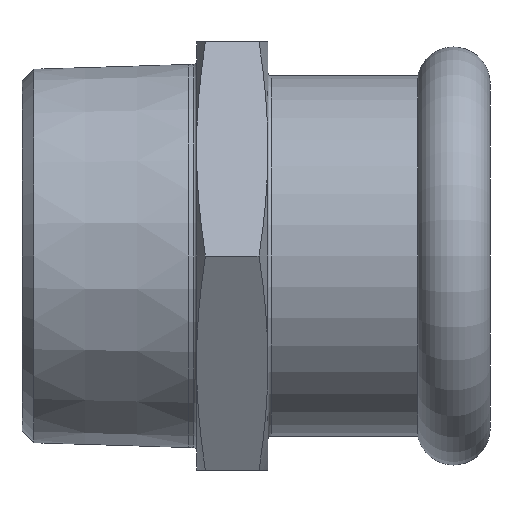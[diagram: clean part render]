
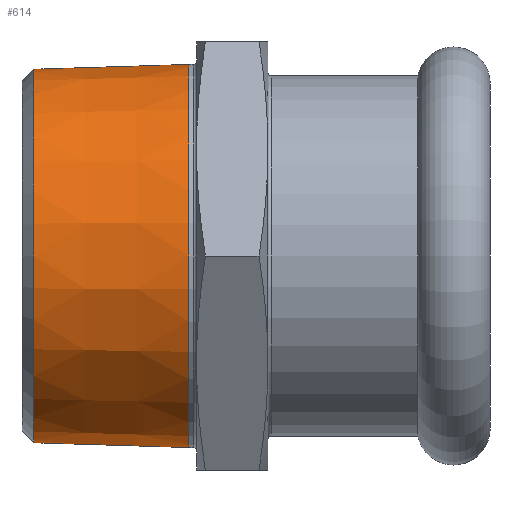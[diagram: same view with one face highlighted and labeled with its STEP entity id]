
A CAD part, left-side view. The second image highlights one B-rep face of the part: STEP entity #614.
In plain terms, the highlighted conical face has half-angle 1.78 degrees and reference radius 23.824 mm.
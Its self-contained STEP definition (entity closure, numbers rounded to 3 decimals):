
#42=CONICAL_SURFACE('',#726,23.824,0.031);
#78=LINE('',#1085,#94);
#94=VECTOR('',#904,23.824);
#125=FACE_OUTER_BOUND('',#168,.T.);
#168=EDGE_LOOP('',(#499,#500,#501,#502,#503,#504));
#214=CIRCLE('',#687,24.15);
#215=CIRCLE('',#688,24.15);
#240=CIRCLE('',#724,23.544);
#241=CIRCLE('',#725,23.544);
#266=VERTEX_POINT('',#1012);
#267=VERTEX_POINT('',#1013);
#290=VERTEX_POINT('',#1079);
#291=VERTEX_POINT('',#1081);
#331=EDGE_CURVE('',#266,#267,#214,.T.);
#332=EDGE_CURVE('',#267,#266,#215,.T.);
#364=EDGE_CURVE('',#290,#291,#240,.T.);
#365=EDGE_CURVE('',#291,#290,#241,.T.);
#366=EDGE_CURVE('',#291,#267,#78,.T.);
#499=ORIENTED_EDGE('',*,*,#364,.F.);
#500=ORIENTED_EDGE('',*,*,#365,.F.);
#501=ORIENTED_EDGE('',*,*,#366,.T.);
#502=ORIENTED_EDGE('',*,*,#332,.T.);
#503=ORIENTED_EDGE('',*,*,#331,.T.);
#504=ORIENTED_EDGE('',*,*,#366,.F.);
#614=ADVANCED_FACE('',(#125),#42,.T.);
#687=AXIS2_PLACEMENT_3D('',#1014,#817,#818);
#688=AXIS2_PLACEMENT_3D('',#1015,#819,#820);
#724=AXIS2_PLACEMENT_3D('',#1082,#898,#899);
#725=AXIS2_PLACEMENT_3D('',#1083,#900,#901);
#726=AXIS2_PLACEMENT_3D('',#1084,#902,#903);
#817=DIRECTION('center_axis',(0.,1.,0.));
#818=DIRECTION('ref_axis',(0.,0.,1.));
#819=DIRECTION('center_axis',(0.,1.,0.));
#820=DIRECTION('ref_axis',(0.,0.,1.));
#898=DIRECTION('center_axis',(0.,1.,0.));
#899=DIRECTION('ref_axis',(0.,0.,-1.));
#900=DIRECTION('center_axis',(0.,1.,0.));
#901=DIRECTION('ref_axis',(0.,0.,-1.));
#902=DIRECTION('center_axis',(0.,-1.,0.));
#903=DIRECTION('ref_axis',(0.,0.,1.));
#904=DIRECTION('',(0.,-1.,-0.031));
#1012=CARTESIAN_POINT('',(0.,38.,24.15));
#1013=CARTESIAN_POINT('',(0.,38.,-24.15));
#1014=CARTESIAN_POINT('Origin',(0.,38.,0.));
#1015=CARTESIAN_POINT('Origin',(0.,38.,0.));
#1079=CARTESIAN_POINT('',(0.,57.501,23.544));
#1081=CARTESIAN_POINT('',(0.,57.501,-23.544));
#1082=CARTESIAN_POINT('Origin',(0.,57.501,
0.));
#1083=CARTESIAN_POINT('Origin',(0.,57.501,
0.));
#1084=CARTESIAN_POINT('Origin',(0.,48.5,0.));
#1085=CARTESIAN_POINT('',(0.,48.5,-23.824));
